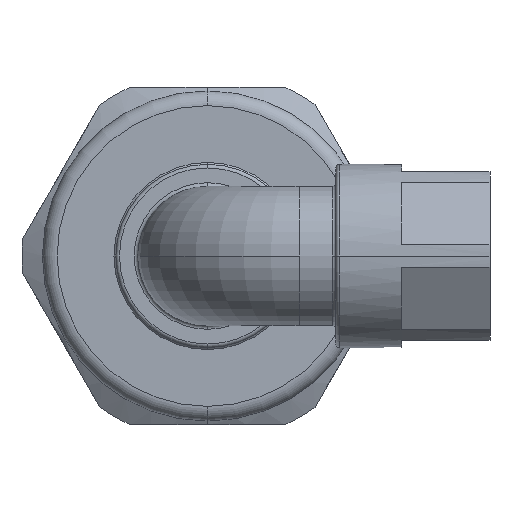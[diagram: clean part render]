
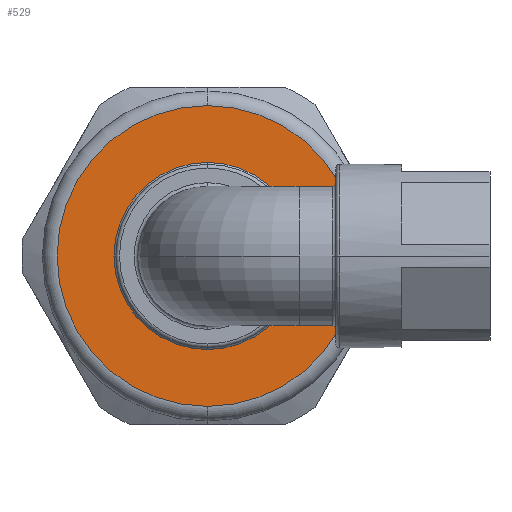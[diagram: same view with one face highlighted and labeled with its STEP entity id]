
A CAD part, left-side view. The second image highlights one B-rep face of the part: STEP entity #529.
In plain terms, the highlighted planar face has unit normal (-1, 0, 0).
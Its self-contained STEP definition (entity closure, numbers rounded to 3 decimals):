
#68 = CIRCLE ( 'NONE', #698, 20.5 ) ;
#87 = ORIENTED_EDGE ( 'NONE', *, *, #346, .T. ) ;
#117 = VERTEX_POINT ( 'NONE', #3003 ) ;
#179 = ORIENTED_EDGE ( 'NONE', *, *, #1135, .T. ) ;
#272 = DIRECTION ( 'NONE',  ( 1., 0., 0. ) ) ;
#336 = CIRCLE ( 'NONE', #1285, 20.5 ) ;
#343 = VERTEX_POINT ( 'NONE', #1925 ) ;
#346 = EDGE_CURVE ( 'NONE', #2753, #117, #2458, .T. ) ;
#423 = FACE_OUTER_BOUND ( 'NONE', #2295, .T. ) ;
#529 = ADVANCED_FACE ( 'NONE', ( #1692, #423 ), #1695, .T. ) ;
#626 = CARTESIAN_POINT ( 'NONE',  ( -6.13, 0., 0. ) ) ;
#698 = AXIS2_PLACEMENT_3D ( 'NONE', #626, #2281, #868 ) ;
#868 = DIRECTION ( 'NONE',  ( 0., 0., -1. ) ) ;
#893 = ORIENTED_EDGE ( 'NONE', *, *, #1246, .F. ) ;
#1135 = EDGE_CURVE ( 'NONE', #117, #2753, #2779, .T. ) ;
#1187 = AXIS2_PLACEMENT_3D ( 'NONE', #2161, #2861, #1467 ) ;
#1233 = EDGE_LOOP ( 'NONE', ( #87, #179 ) ) ;
#1246 = EDGE_CURVE ( 'NONE', #343, #2510, #68, .T. ) ;
#1285 = AXIS2_PLACEMENT_3D ( 'NONE', #1292, #2932, #1538 ) ;
#1292 = CARTESIAN_POINT ( 'NONE',  ( -6.13, 0., 0. ) ) ;
#1397 = CARTESIAN_POINT ( 'NONE',  ( -6.13, 0., 0. ) ) ;
#1439 = CARTESIAN_POINT ( 'NONE',  ( -6.13, 0., -20.5 ) ) ;
#1467 = DIRECTION ( 'NONE',  ( 0., 0., 1. ) ) ;
#1538 = DIRECTION ( 'NONE',  ( 0., 0., -1. ) ) ;
#1635 = DIRECTION ( 'NONE',  ( 0., 0., -1. ) ) ;
#1692 = FACE_BOUND ( 'NONE', #1233, .T. ) ;
#1695 = PLANE ( 'NONE',  #1187 ) ;
#1698 = CARTESIAN_POINT ( 'NONE',  ( -6.13, 0., 0. ) ) ;
#1869 = ORIENTED_EDGE ( 'NONE', *, *, #2061, .F. ) ;
#1892 = AXIS2_PLACEMENT_3D ( 'NONE', #1698, #272, #1940 ) ;
#1925 = CARTESIAN_POINT ( 'NONE',  ( -6.13, 0., 20.5 ) ) ;
#1940 = DIRECTION ( 'NONE',  ( 0., 0., -1. ) ) ;
#2061 = EDGE_CURVE ( 'NONE', #2510, #343, #336, .T. ) ;
#2161 = CARTESIAN_POINT ( 'NONE',  ( -6.13, 0., 0. ) ) ;
#2189 = AXIS2_PLACEMENT_3D ( 'NONE', #1397, #3033, #1635 ) ;
#2281 = DIRECTION ( 'NONE',  ( 1., 0., 0. ) ) ;
#2295 = EDGE_LOOP ( 'NONE', ( #1869, #893 ) ) ;
#2408 = CARTESIAN_POINT ( 'NONE',  ( -6.13, 0., -12.75 ) ) ;
#2458 = CIRCLE ( 'NONE', #1892, 12.75 ) ;
#2510 = VERTEX_POINT ( 'NONE', #1439 ) ;
#2753 = VERTEX_POINT ( 'NONE', #2408 ) ;
#2779 = CIRCLE ( 'NONE', #2189, 12.75 ) ;
#2861 = DIRECTION ( 'NONE',  ( -1., 0., 0. ) ) ;
#2932 = DIRECTION ( 'NONE',  ( 1., 0., 0. ) ) ;
#3003 = CARTESIAN_POINT ( 'NONE',  ( -6.13, 0., 12.75 ) ) ;
#3033 = DIRECTION ( 'NONE',  ( 1., 0., 0. ) ) ;
